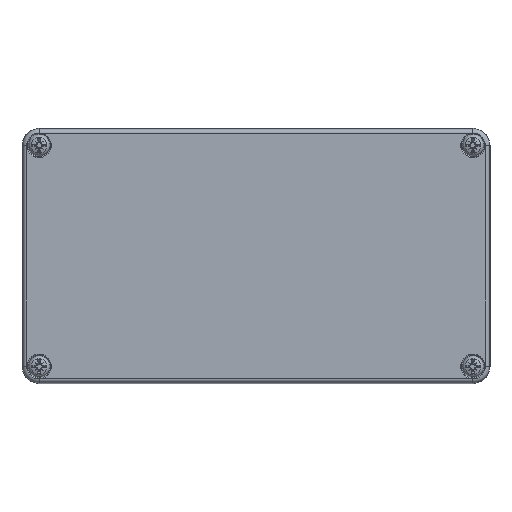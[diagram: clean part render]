
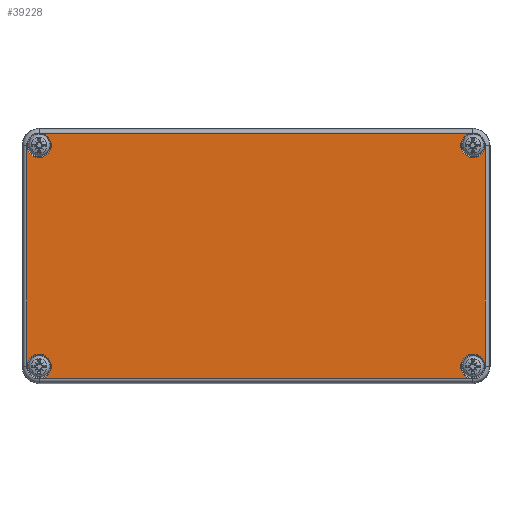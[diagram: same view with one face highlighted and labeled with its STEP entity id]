
A CAD part, top view. The second image highlights one B-rep face of the part: STEP entity #39228.
In plain terms, the highlighted planar face has unit normal (0, 0, 1).
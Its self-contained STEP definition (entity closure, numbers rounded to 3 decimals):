
#38992=CARTESIAN_POINT('',(-107.686,50.853,20.0));
#38993=VERTEX_POINT('',#38992);
#39003=CARTESIAN_POINT('',(-100.853,57.686,20.0));
#39004=VERTEX_POINT('',#39003);
#39005=CARTESIAN_POINT('',(-102.,52.,20.0));
#39006=DIRECTION('',(0.0,0.0,1.0));
#39007=DIRECTION('',(-1.0,0.0,0.0));
#39008=AXIS2_PLACEMENT_3D('',#39005,#39006,#39007);
#39009=CIRCLE('',#39008,5.8);
#39010=EDGE_CURVE('',#38993,#39004,#39009,.T.);
#39063=CARTESIAN_POINT('',(100.853,57.686,20.0));
#39064=VERTEX_POINT('',#39063);
#39065=CARTESIAN_POINT('',(-100.853,57.686,20.0));
#39066=DIRECTION('',(1.0,0.0,0.0));
#39067=VECTOR('',#39066,201.706);
#39068=LINE('',#39065,#39067);
#39069=EDGE_CURVE('',#39004,#39064,#39068,.T.);
#39103=CARTESIAN_POINT('',(107.686,50.853,20.0));
#39104=VERTEX_POINT('',#39103);
#39105=CARTESIAN_POINT('',(102.,52.,20.0));
#39106=DIRECTION('',(0.0,0.0,1.0));
#39107=DIRECTION('',(-1.0,0.0,0.0));
#39108=AXIS2_PLACEMENT_3D('',#39105,#39106,#39107);
#39109=CIRCLE('',#39108,5.8);
#39110=EDGE_CURVE('',#39064,#39104,#39109,.T.);
#39139=CARTESIAN_POINT('',(107.686,-50.853,20.0));
#39140=VERTEX_POINT('',#39139);
#39141=CARTESIAN_POINT('',(107.686,50.853,20.0));
#39142=DIRECTION('',(0.0,-1.0,0.0));
#39143=VECTOR('',#39142,101.706);
#39144=LINE('',#39141,#39143);
#39145=EDGE_CURVE('',#39104,#39140,#39144,.T.);
#39185=CARTESIAN_POINT('',(0.,0.,20.0));
#39186=DIRECTION('',(0.0,0.0,1.0));
#39187=DIRECTION('',(1.0,0.0,0.0));
#39188=AXIS2_PLACEMENT_3D('',#39185,#39186,#39187);
#39189=PLANE('',#39188);
#39190=ORIENTED_EDGE('',*,*,#39010,.F.);
#39191=CARTESIAN_POINT('',(-107.686,-50.853,20.0));
#39192=VERTEX_POINT('',#39191);
#39193=CARTESIAN_POINT('',(-107.686,-50.853,20.0));
#39194=DIRECTION('',(0.0,1.0,0.0));
#39195=VECTOR('',#39194,101.706);
#39196=LINE('',#39193,#39195);
#39197=EDGE_CURVE('',#39192,#38993,#39196,.T.);
#39198=ORIENTED_EDGE('',*,*,#39197,.F.);
#39199=CARTESIAN_POINT('',(-100.853,-57.686,20.0));
#39200=VERTEX_POINT('',#39199);
#39201=CARTESIAN_POINT('',(-102.,-52.,20.0));
#39202=DIRECTION('',(0.0,0.0,1.0));
#39203=DIRECTION('',(-1.0,0.0,0.0));
#39204=AXIS2_PLACEMENT_3D('',#39201,#39202,#39203);
#39205=CIRCLE('',#39204,5.8);
#39206=EDGE_CURVE('',#39200,#39192,#39205,.T.);
#39207=ORIENTED_EDGE('',*,*,#39206,.F.);
#39208=CARTESIAN_POINT('',(100.853,-57.686,20.0));
#39209=VERTEX_POINT('',#39208);
#39210=CARTESIAN_POINT('',(100.853,-57.686,20.0));
#39211=DIRECTION('',(-1.0,0.0,0.0));
#39212=VECTOR('',#39211,201.706);
#39213=LINE('',#39210,#39212);
#39214=EDGE_CURVE('',#39209,#39200,#39213,.T.);
#39215=ORIENTED_EDGE('',*,*,#39214,.F.);
#39216=CARTESIAN_POINT('',(102.,-52.,20.0));
#39217=DIRECTION('',(0.0,0.0,1.0));
#39218=DIRECTION('',(-1.0,0.0,0.0));
#39219=AXIS2_PLACEMENT_3D('',#39216,#39217,#39218);
#39220=CIRCLE('',#39219,5.8);
#39221=EDGE_CURVE('',#39140,#39209,#39220,.T.);
#39222=ORIENTED_EDGE('',*,*,#39221,.F.);
#39223=ORIENTED_EDGE('',*,*,#39145,.F.);
#39224=ORIENTED_EDGE('',*,*,#39110,.F.);
#39225=ORIENTED_EDGE('',*,*,#39069,.F.);
#39226=EDGE_LOOP('',(#39190,#39198,#39207,#39215,#39222,#39223,#39224,#39225));
#39227=FACE_OUTER_BOUND('',#39226,.T.);
#39228=ADVANCED_FACE('',(#39227),#39189,.T.);
